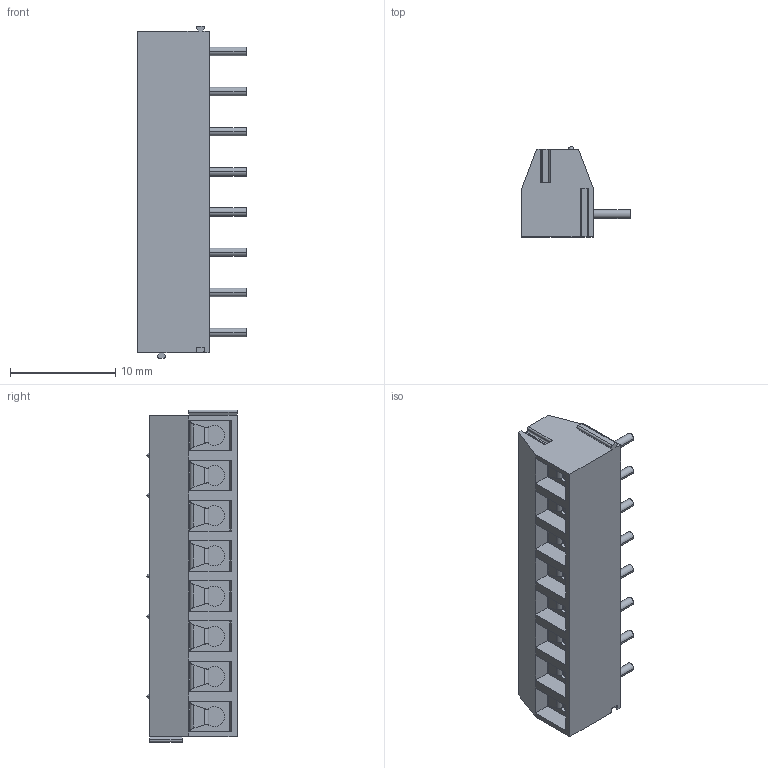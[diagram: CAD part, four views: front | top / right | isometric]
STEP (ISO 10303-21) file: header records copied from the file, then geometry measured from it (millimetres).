
FILE_DESCRIPTION((''),'2;1');
FILE_NAME('TL100V','2025-04-06T',('sj'),(''),'PRO/ENGINEER BY PARAMETRIC TECHNOLOGY CORPORATION, 2013240','PRO/ENGINEER BY PARAMETRIC TECHNOLOGY CORPORATION, 2013240','');
FILE_SCHEMA(('AUTOMOTIVE_DESIGN_CC2 { 1 2 10303 214 -1 1 5 2 }'));
Length unit declared in the file: millimetre
Products named in the file (1): TL100V
Bounding box: 10.3 x 8.55 x 31.48 mm (x, y, z)
Volume: 1389.8 mm3; surface area: 1387.5 mm2
Topology: 1 solids, 1 shells, 382 faces, 1004 edges, 643 vertices
Faces by surface type: plane 216, cylinder 140, torus 16, sphere 10
Entity records: 12092 total; most frequent: CARTESIAN_POINT 2681, ORIENTED_EDGE 1988, DIRECTION 1898, EDGE_CURVE 994, AXIS2_PLACEMENT_3D 650, VERTEX_POINT 643, VECTOR 598, LINE 598
